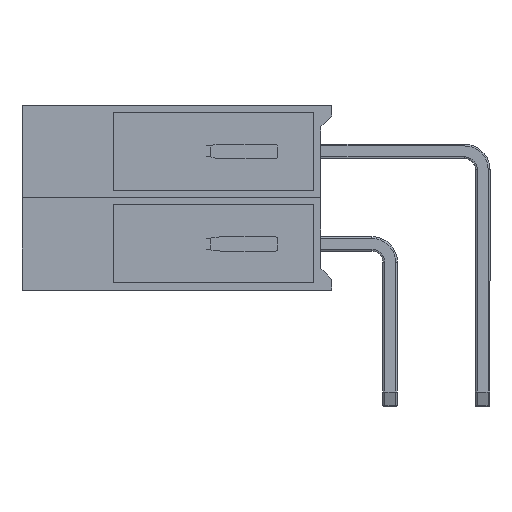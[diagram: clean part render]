
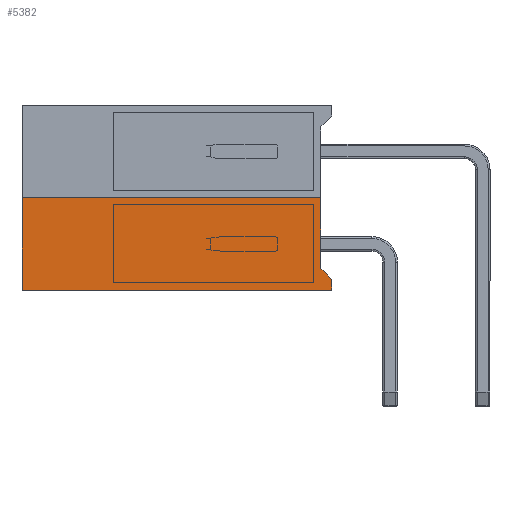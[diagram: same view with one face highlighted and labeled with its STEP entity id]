
A CAD part, left-side view. The second image highlights one B-rep face of the part: STEP entity #5382.
In plain terms, the highlighted planar face has unit normal (-1, 0, 0).
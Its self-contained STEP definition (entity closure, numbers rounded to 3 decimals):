
#347=PLANE('',#5961);
#598=FACE_OUTER_BOUND('',#925,.T.);
#925=EDGE_LOOP('',(#4103,#4104,#4105,#4106,#4107,#4108));
#1287=LINE('',#9003,#1671);
#1291=LINE('',#9010,#1675);
#1302=LINE('',#9034,#1686);
#1305=LINE('',#9040,#1689);
#1306=LINE('',#9042,#1690);
#1307=LINE('',#9043,#1691);
#1671=VECTOR('',#7224,10.);
#1675=VECTOR('',#7230,10.);
#1686=VECTOR('',#7253,10.);
#1689=VECTOR('',#7258,10.);
#1690=VECTOR('',#7259,10.);
#1691=VECTOR('',#7260,10.);
#2375=VERTEX_POINT('',#9000);
#2376=VERTEX_POINT('',#9002);
#2378=VERTEX_POINT('',#9008);
#2385=VERTEX_POINT('',#9033);
#2387=VERTEX_POINT('',#9039);
#2388=VERTEX_POINT('',#9041);
#2959=EDGE_CURVE('',#2375,#2376,#1287,.T.);
#2963=EDGE_CURVE('',#2375,#2378,#1291,.T.);
#2976=EDGE_CURVE('',#2385,#2376,#1302,.T.);
#2979=EDGE_CURVE('',#2378,#2387,#1305,.T.);
#2980=EDGE_CURVE('',#2388,#2387,#1306,.T.);
#2981=EDGE_CURVE('',#2385,#2388,#1307,.T.);
#4103=ORIENTED_EDGE('',*,*,#2963,.T.);
#4104=ORIENTED_EDGE('',*,*,#2979,.T.);
#4105=ORIENTED_EDGE('',*,*,#2980,.F.);
#4106=ORIENTED_EDGE('',*,*,#2981,.F.);
#4107=ORIENTED_EDGE('',*,*,#2976,.T.);
#4108=ORIENTED_EDGE('',*,*,#2959,.F.);
#5382=ADVANCED_FACE('',(#598),#347,.T.);
#5961=AXIS2_PLACEMENT_3D('',#9038,#7256,#7257);
#7224=DIRECTION('',(0.,-0.707,-0.707));
#7230=DIRECTION('',(0.,0.,1.));
#7253=DIRECTION('',(0.,0.,1.));
#7256=DIRECTION('center_axis',(-1.,0.,0.));
#7257=DIRECTION('ref_axis',(0.,0.,
1.));
#7258=DIRECTION('',(0.,1.,0.));
#7259=DIRECTION('',(0.,0.,1.));
#7260=DIRECTION('',(0.,1.,0.));
#9000=CARTESIAN_POINT('',(-1.27,1.9,0.6));
#9002=CARTESIAN_POINT('',(-1.27,1.6,0.3));
#9003=CARTESIAN_POINT('',(-1.27,1.6,0.3));
#9008=CARTESIAN_POINT('',(-1.27,1.9,2.54));
#9010=CARTESIAN_POINT('',(-1.27,1.9,0.635));
#9033=CARTESIAN_POINT('',(-1.27,1.6,0.));
#9034=CARTESIAN_POINT('',(-1.27,1.6,0.));
#9038=CARTESIAN_POINT('Origin',(-1.27,1.6,0.));
#9039=CARTESIAN_POINT('',(-1.27,10.1,2.54));
#9040=CARTESIAN_POINT('',(-1.27,1.6,2.54));
#9041=CARTESIAN_POINT('',(-1.27,10.1,0.));
#9042=CARTESIAN_POINT('',(-1.27,10.1,0.));
#9043=CARTESIAN_POINT('',(-1.27,1.6,0.));
